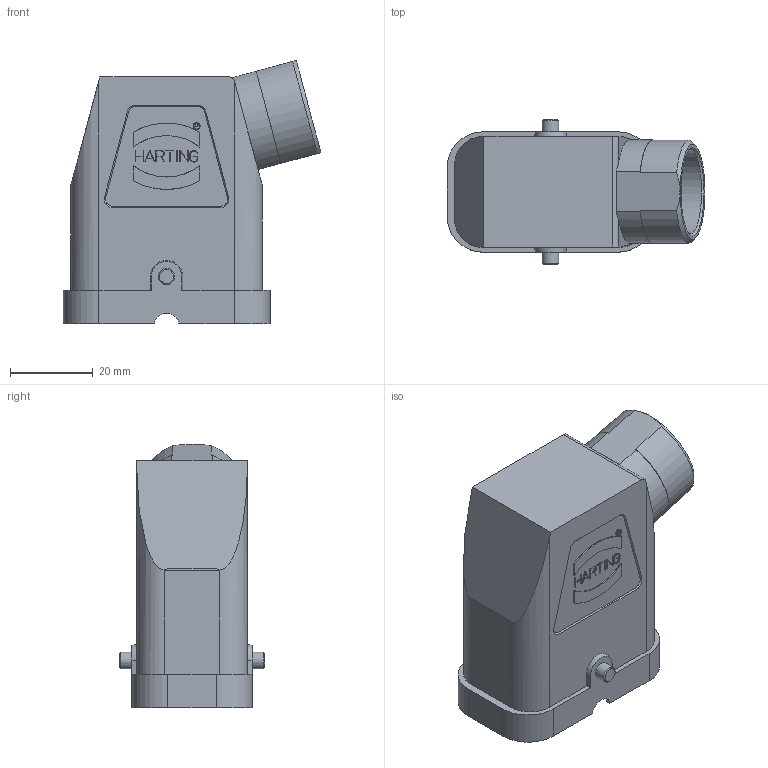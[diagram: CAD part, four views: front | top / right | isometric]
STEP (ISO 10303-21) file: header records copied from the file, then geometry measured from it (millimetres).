
FILE_DESCRIPTION(/* description */ (''),/* implementation_level */ '2;1');
FILE_NAME(/* name */ '100198706ugm000_b.stp',/* time_stamp */ '2019-10-28T13:22:26+01:00',/* author */ (''),/* organization */ (''),/* preprocessor_version */ 'ST-DEVELOPER v16.7',/* originating_system */ 'SIEMENS PLM Software NX 12.0',/* authorisation */ '');
FILE_SCHEMA (('AUTOMOTIVE_DESIGN { 1 0 10303 214 3 1 1 1 }'));
Length unit declared in the file: millimetre
Products named in the file (1): 100198706ugm000_b
Bounding box: 62.16 x 35 x 63.49 mm (x, y, z)
Volume: 26806 mm3; surface area: 23091 mm2
Topology: 1 solids, 1 shells, 320 faces, 869 edges, 578 vertices
Faces by surface type: plane 206, cylinder 92, cone 18, bspline 4
Full cylindrical faces by diameter (mm): 1.52 x1, 1.68 x1, 3.2 x4, 4 x2, 15.9 x1, 17.5 x1, 20.4 x1
Entity records: 12518 total; most frequent: CARTESIAN_POINT 2294, ORIENTED_EDGE 1698, DIRECTION 1561, EDGE_CURVE 849, VERTEX_POINT 575, LINE 553, VECTOR 553, AXIS2_PLACEMENT_3D 504
